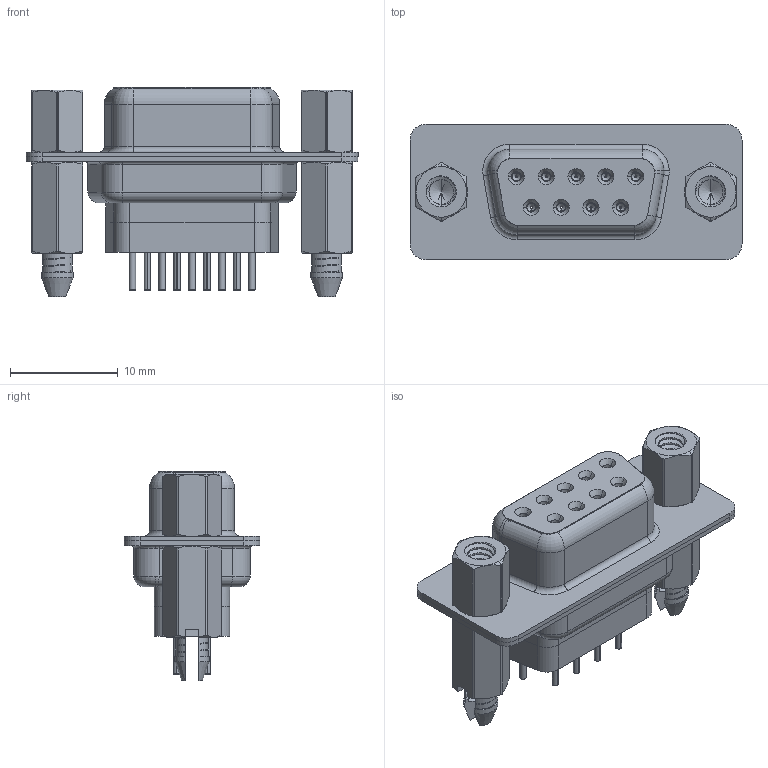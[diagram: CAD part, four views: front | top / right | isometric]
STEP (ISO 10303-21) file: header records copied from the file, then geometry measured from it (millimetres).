
FILE_DESCRIPTION (( 'STEP AP203' ), '1' );
FILE_NAME ('628-009-228-047.STEP', '2020-07-21T13:23:03', ( '' ), ( '' ), 'SwSTEP 2.0', 'SolidWorks 2020', '' );
FILE_SCHEMA (( 'CONFIG_CONTROL_DESIGN' ));
Length unit declared in the file: millimetre
Products named in the file (8): 628 Shell Front_09 Contacts; 628 4-40 Hex Standoff; 628 4-40 Threaded Boardlock_FF; 628-009-228-047; 628 Contact Row 2_28L; 628 Shell Rear_09 Contacts; 628 Contact Row 1_28L; 628 Housing_09 FF
Assembly tree (16 placements, depth 2):
  628-009-228-047
    628 Housing_09 FF
    628 Shell Front_09 Contacts
    628 Shell Rear_09 Contacts
    628 Contact Row 1_28L  x5
    628 Contact Row 2_28L  x4
    628 4-40 Hex Standoff  x2
    628 4-40 Threaded Boardlock_FF  x2
Bounding box: 30.8 x 12.6 x 19.4 mm (x, y, z)
Volume: 2395.7 mm3; surface area: 5915.5 mm2
Topology: 17 solids, 17 shells, 1733 faces, 4502 edges, 2830 vertices
Faces by surface type: cylinder 595, plane 406, torus 297, bspline 246, cone 189
Entity records: 43653 total; most frequent: CARTESIAN_POINT 24903, ORIENTED_EDGE 3854, DIRECTION 3588, EDGE_CURVE 1927, AXIS2_PLACEMENT_3D 1455, VERTEX_POINT 1223, EDGE_LOOP 844, FACE_OUTER_BOUND 757
